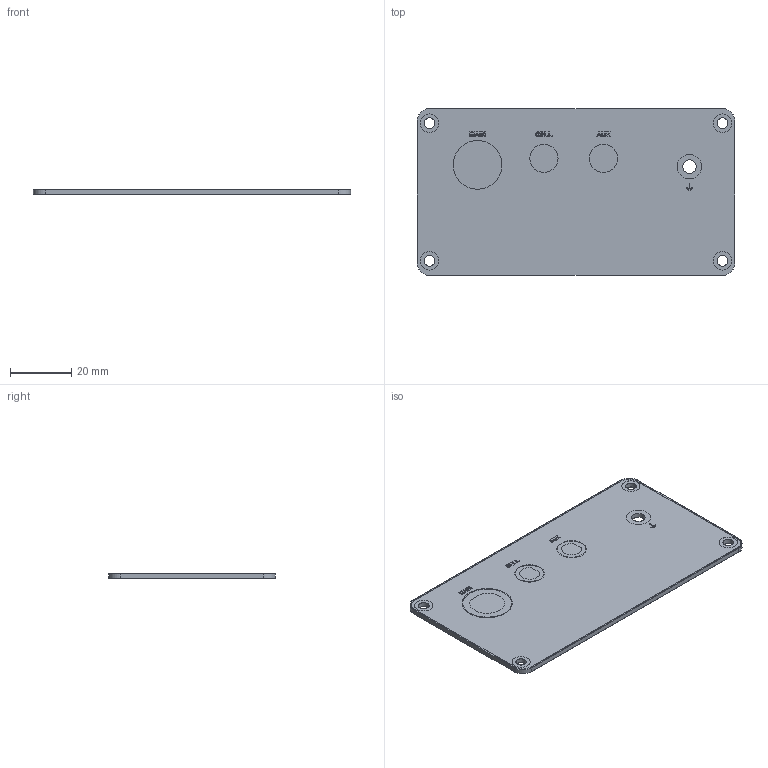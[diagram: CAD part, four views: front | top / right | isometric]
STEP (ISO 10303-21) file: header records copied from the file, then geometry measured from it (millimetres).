
FILE_DESCRIPTION(('KiCad electronic assembly'),'2;1');
FILE_NAME('backPanel.step','2025-11-13T09:22:22',('Pcbnew'),('Kicad'), 'Open CASCADE STEP processor 7.9','KiCad to STEP converter','Unknown' );
FILE_SCHEMA(('AUTOMOTIVE_DESIGN { 1 0 10303 214 1 1 1 1 }'));
Length unit declared in the file: millimetre
Products named in the file (5): backPanel 1; backPanel_copper; backPanel_silkscreen; backPanel_soldermask; backPanel_PCB
Assembly tree (4 placements, depth 2):
  backPanel 1
    backPanel_copper
    backPanel_silkscreen
    backPanel_soldermask
    backPanel_PCB
Bounding box: 104 x 54.61 x 1.64 mm (x, y, z)
Volume: 8602.4 mm3; surface area: 43653.7 mm2
Topology: 5 solids, 21 shells, 134 faces, 525 edges, 429 vertices
Faces by surface type: plane 77, cylinder 57
Full cylindrical faces by diameter (mm): 3.45 x4, 3.5 x8, 4.45 x1, 4.5 x2, 6 x8, 8 x2, 9.25 x2, 9.76 x2, 16 x1, 16.51 x1
Entity records: 5994 total; most frequent: CARTESIAN_POINT 1093, DIRECTION 960, ORIENTED_EDGE 813, EDGE_CURVE 525, VERTEX_POINT 429, LINE 368, VECTOR 368, AXIS2_PLACEMENT_3D 296
